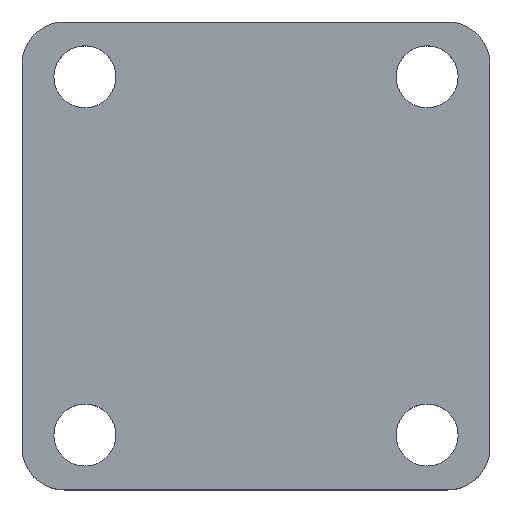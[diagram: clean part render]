
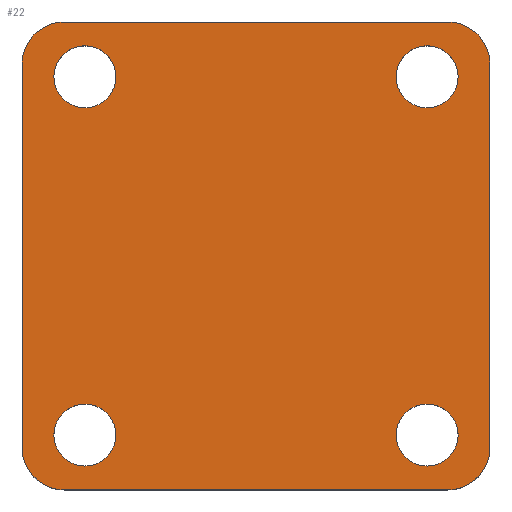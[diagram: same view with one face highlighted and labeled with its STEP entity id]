
A CAD part, top view. The second image highlights one B-rep face of the part: STEP entity #22.
In plain terms, the highlighted planar face has unit normal (0, 0, 1).
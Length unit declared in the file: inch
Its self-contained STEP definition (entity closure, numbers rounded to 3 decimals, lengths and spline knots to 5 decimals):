
#4 = CARTESIAN_POINT ( 'NONE',  ( 0.32, 0.335, 0.07874 ) ) ;
#5 = ORIENTED_EDGE ( 'NONE', *, *, #88, .F. ) ;
#6 = VERTEX_POINT ( 'NONE', #273 ) ;
#8 = CARTESIAN_POINT ( 'NONE',  ( 0.35876, 0.4375, 0.07874 ) ) ;
#11 = CARTESIAN_POINT ( 'NONE',  ( 0.35876, -0.4375, 0.07874 ) ) ;
#16 = CARTESIAN_POINT ( 'NONE',  ( 0., 0., 0.07874 ) ) ;
#20 = PLANE ( 'NONE',  #140 ) ;
#22 = ADVANCED_FACE ( 'NONE', ( #116, #368, #67, #427, #614 ), #20, .F. ) ;
#28 = DIRECTION ( 'NONE',  ( 0., -1., 0. ) ) ;
#31 = EDGE_CURVE ( 'NONE', #245, #6, #592, .T. ) ;
#41 = DIRECTION ( 'NONE',  ( 1., 0., 0. ) ) ;
#43 = EDGE_LOOP ( 'NONE', ( #5, #58 ) ) ;
#47 = VERTEX_POINT ( 'NONE', #11 ) ;
#51 = CARTESIAN_POINT ( 'NONE',  ( -0.4375, 0.35876, 0.07874 ) ) ;
#58 = ORIENTED_EDGE ( 'NONE', *, *, #417, .F. ) ;
#63 = EDGE_CURVE ( 'NONE', #356, #193, #615, .T. ) ;
#67 = FACE_BOUND ( 'NONE', #345, .T. ) ;
#75 = DIRECTION ( 'NONE',  ( 1., 0., 0. ) ) ;
#77 = CIRCLE ( 'NONE', #307, 0.07874 ) ;
#88 = EDGE_CURVE ( 'NONE', #352, #602, #108, .T. ) ;
#92 = CIRCLE ( 'NONE', #420, 0.058 ) ;
#96 = CARTESIAN_POINT ( 'NONE',  ( 0.262, -0.335, 0.07874 ) ) ;
#98 = ORIENTED_EDGE ( 'NONE', *, *, #279, .T. ) ;
#100 = DIRECTION ( 'NONE',  ( 0., 0., 1. ) ) ;
#105 = EDGE_CURVE ( 'NONE', #292, #149, #92, .T. ) ;
#107 = ORIENTED_EDGE ( 'NONE', *, *, #567, .F. ) ;
#108 = CIRCLE ( 'NONE', #561, 0.058 ) ;
#112 = DIRECTION ( 'NONE',  ( -1., 0., 0. ) ) ;
#116 = FACE_OUTER_BOUND ( 'NONE', #353, .T. ) ;
#127 = AXIS2_PLACEMENT_3D ( 'NONE', #264, #161, #600 ) ;
#128 = DIRECTION ( 'NONE',  ( 0., 0., 1. ) ) ;
#129 = VERTEX_POINT ( 'NONE', #382 ) ;
#140 = AXIS2_PLACEMENT_3D ( 'NONE', #16, #370, #230 ) ;
#146 = DIRECTION ( 'NONE',  ( 0., 0., 1. ) ) ;
#149 = VERTEX_POINT ( 'NONE', #233 ) ;
#150 = DIRECTION ( 'NONE',  ( 0., 0., 1. ) ) ;
#154 = AXIS2_PLACEMENT_3D ( 'NONE', #406, #150, #306 ) ;
#161 = DIRECTION ( 'NONE',  ( 0., 0., 1. ) ) ;
#164 = CARTESIAN_POINT ( 'NONE',  ( 0.378, -0.335, 0.07874 ) ) ;
#168 = CARTESIAN_POINT ( 'NONE',  ( -0.35876, -0.35876, 0.07874 ) ) ;
#171 = VECTOR ( 'NONE', #28, 39.37008 ) ;
#172 = DIRECTION ( 'NONE',  ( 0., 0., 1. ) ) ;
#173 = EDGE_CURVE ( 'NONE', #193, #328, #270, .T. ) ;
#176 = DIRECTION ( 'NONE',  ( 0., 0., 1. ) ) ;
#178 = ORIENTED_EDGE ( 'NONE', *, *, #173, .T. ) ;
#183 = EDGE_LOOP ( 'NONE', ( #578, #337 ) ) ;
#190 = VERTEX_POINT ( 'NONE', #482 ) ;
#191 = CARTESIAN_POINT ( 'NONE',  ( -0.262, 0.335, 0.07874 ) ) ;
#193 = VERTEX_POINT ( 'NONE', #584 ) ;
#197 = VERTEX_POINT ( 'NONE', #529 ) ;
#199 = CIRCLE ( 'NONE', #542, 0.058 ) ;
#202 = EDGE_CURVE ( 'NONE', #197, #47, #623, .T. ) ;
#208 = DIRECTION ( 'NONE',  ( 0., 0., 1. ) ) ;
#212 = ORIENTED_EDGE ( 'NONE', *, *, #583, .T. ) ;
#216 = AXIS2_PLACEMENT_3D ( 'NONE', #574, #128, #41 ) ;
#217 = CARTESIAN_POINT ( 'NONE',  ( 0.262, 0.335, 0.07874 ) ) ;
#229 = DIRECTION ( 'NONE',  ( 0., 1., 0. ) ) ;
#230 = DIRECTION ( 'NONE',  ( -1., 0., 0. ) ) ;
#233 = CARTESIAN_POINT ( 'NONE',  ( 0.378, 0.335, 0.07874 ) ) ;
#235 = DIRECTION ( 'NONE',  ( 1., 0., 0. ) ) ;
#245 = VERTEX_POINT ( 'NONE', #581 ) ;
#252 = EDGE_LOOP ( 'NONE', ( #463, #107 ) ) ;
#253 = EDGE_CURVE ( 'NONE', #548, #129, #645, .T. ) ;
#257 = ORIENTED_EDGE ( 'NONE', *, *, #316, .T. ) ;
#264 = CARTESIAN_POINT ( 'NONE',  ( -0.32, 0.335, 0.07874 ) ) ;
#265 = DIRECTION ( 'NONE',  ( -1., 0., 0. ) ) ;
#268 = DIRECTION ( 'NONE',  ( -1., 0., 0. ) ) ;
#270 = CIRCLE ( 'NONE', #562, 0.07874 ) ;
#272 = CARTESIAN_POINT ( 'NONE',  ( 0.4375, 0.35876, 0.07874 ) ) ;
#273 = CARTESIAN_POINT ( 'NONE',  ( -0.262, -0.335, 0.07874 ) ) ;
#274 = CARTESIAN_POINT ( 'NONE',  ( -0.4375, 0.4375, 0.07874 ) ) ;
#276 = LINE ( 'NONE', #390, #430 ) ;
#278 = CARTESIAN_POINT ( 'NONE',  ( -0.4375, -0.4375, 0.07874 ) ) ;
#279 = EDGE_CURVE ( 'NONE', #190, #597, #276, .T. ) ;
#282 = DIRECTION ( 'NONE',  ( 0., 0., 1. ) ) ;
#292 = VERTEX_POINT ( 'NONE', #217 ) ;
#302 = EDGE_CURVE ( 'NONE', #129, #548, #617, .T. ) ;
#303 = DIRECTION ( 'NONE',  ( -1., 0., 0. ) ) ;
#306 = DIRECTION ( 'NONE',  ( 1., 0., 0. ) ) ;
#307 = AXIS2_PLACEMENT_3D ( 'NONE', #367, #146, #303 ) ;
#310 = ORIENTED_EDGE ( 'NONE', *, *, #63, .T. ) ;
#312 = AXIS2_PLACEMENT_3D ( 'NONE', #477, #172, #526 ) ;
#316 = EDGE_CURVE ( 'NONE', #47, #190, #322, .T. ) ;
#322 = CIRCLE ( 'NONE', #579, 0.07874 ) ;
#328 = VERTEX_POINT ( 'NONE', #51 ) ;
#331 = CARTESIAN_POINT ( 'NONE',  ( -0.4375, -0.4375, 0.07874 ) ) ;
#333 = CIRCLE ( 'NONE', #154, 0.058 ) ;
#334 = CIRCLE ( 'NONE', #606, 0.07874 ) ;
#335 = DIRECTION ( 'NONE',  ( -1., 0., 0. ) ) ;
#337 = ORIENTED_EDGE ( 'NONE', *, *, #253, .F. ) ;
#340 = EDGE_CURVE ( 'NONE', #597, #356, #77, .T. ) ;
#345 = EDGE_LOOP ( 'NONE', ( #351, #558 ) ) ;
#351 = ORIENTED_EDGE ( 'NONE', *, *, #105, .F. ) ;
#352 = VERTEX_POINT ( 'NONE', #96 ) ;
#353 = EDGE_LOOP ( 'NONE', ( #586, #212, #635, #257, #98, #454, #310, #178 ) ) ;
#356 = VERTEX_POINT ( 'NONE', #8 ) ;
#357 = VECTOR ( 'NONE', #268, 39.37008 ) ;
#367 = CARTESIAN_POINT ( 'NONE',  ( 0.35876, 0.35876, 0.07874 ) ) ;
#368 = FACE_BOUND ( 'NONE', #183, .T. ) ;
#370 = DIRECTION ( 'NONE',  ( 0., 0., -1. ) ) ;
#372 = DIRECTION ( 'NONE',  ( 0., 0., 1. ) ) ;
#382 = CARTESIAN_POINT ( 'NONE',  ( -0.378, 0.335, 0.07874 ) ) ;
#390 = CARTESIAN_POINT ( 'NONE',  ( 0.4375, -0.4375, 0.07874 ) ) ;
#406 = CARTESIAN_POINT ( 'NONE',  ( 0.32, -0.335, 0.07874 ) ) ;
#407 = CARTESIAN_POINT ( 'NONE',  ( -0.4375, -0.35876, 0.07874 ) ) ;
#414 = DIRECTION ( 'NONE',  ( 1., 0., 0. ) ) ;
#417 = EDGE_CURVE ( 'NONE', #602, #352, #333, .T. ) ;
#420 = AXIS2_PLACEMENT_3D ( 'NONE', #428, #176, #75 ) ;
#427 = FACE_BOUND ( 'NONE', #43, .T. ) ;
#428 = CARTESIAN_POINT ( 'NONE',  ( 0.32, 0.335, 0.07874 ) ) ;
#430 = VECTOR ( 'NONE', #229, 39.37008 ) ;
#443 = VERTEX_POINT ( 'NONE', #407 ) ;
#450 = DIRECTION ( 'NONE',  ( 0., 0., 1. ) ) ;
#454 = ORIENTED_EDGE ( 'NONE', *, *, #340, .T. ) ;
#455 = VECTOR ( 'NONE', #235, 39.37008 ) ;
#463 = ORIENTED_EDGE ( 'NONE', *, *, #31, .F. ) ;
#469 = EDGE_CURVE ( 'NONE', #328, #443, #536, .T. ) ;
#477 = CARTESIAN_POINT ( 'NONE',  ( -0.32, -0.335, 0.07874 ) ) ;
#482 = CARTESIAN_POINT ( 'NONE',  ( 0.4375, -0.35876, 0.07874 ) ) ;
#507 = EDGE_CURVE ( 'NONE', #149, #292, #199, .T. ) ;
#526 = DIRECTION ( 'NONE',  ( 1., 0., 0. ) ) ;
#528 = DIRECTION ( 'NONE',  ( 1., 0., 0. ) ) ;
#529 = CARTESIAN_POINT ( 'NONE',  ( -0.35876, -0.4375, 0.07874 ) ) ;
#533 = CARTESIAN_POINT ( 'NONE',  ( -0.35876, 0.35876, 0.07874 ) ) ;
#536 = LINE ( 'NONE', #278, #171 ) ;
#542 = AXIS2_PLACEMENT_3D ( 'NONE', #4, #208, #414 ) ;
#546 = DIRECTION ( 'NONE',  ( 1., 0., 0. ) ) ;
#547 = CARTESIAN_POINT ( 'NONE',  ( 0.35876, -0.35876, 0.07874 ) ) ;
#548 = VERTEX_POINT ( 'NONE', #191 ) ;
#558 = ORIENTED_EDGE ( 'NONE', *, *, #507, .F. ) ;
#561 = AXIS2_PLACEMENT_3D ( 'NONE', #566, #569, #528 ) ;
#562 = AXIS2_PLACEMENT_3D ( 'NONE', #533, #282, #335 ) ;
#566 = CARTESIAN_POINT ( 'NONE',  ( 0.32, -0.335, 0.07874 ) ) ;
#567 = EDGE_CURVE ( 'NONE', #6, #245, #632, .T. ) ;
#569 = DIRECTION ( 'NONE',  ( 0., 0., 1. ) ) ;
#574 = CARTESIAN_POINT ( 'NONE',  ( -0.32, 0.335, 0.07874 ) ) ;
#578 = ORIENTED_EDGE ( 'NONE', *, *, #302, .F. ) ;
#579 = AXIS2_PLACEMENT_3D ( 'NONE', #547, #100, #265 ) ;
#581 = CARTESIAN_POINT ( 'NONE',  ( -0.378, -0.335, 0.07874 ) ) ;
#583 = EDGE_CURVE ( 'NONE', #443, #197, #334, .T. ) ;
#584 = CARTESIAN_POINT ( 'NONE',  ( -0.35876, 0.4375, 0.07874 ) ) ;
#586 = ORIENTED_EDGE ( 'NONE', *, *, #469, .T. ) ;
#588 = CARTESIAN_POINT ( 'NONE',  ( -0.32, -0.335, 0.07874 ) ) ;
#592 = CIRCLE ( 'NONE', #312, 0.058 ) ;
#597 = VERTEX_POINT ( 'NONE', #272 ) ;
#600 = DIRECTION ( 'NONE',  ( 1., 0., 0. ) ) ;
#602 = VERTEX_POINT ( 'NONE', #164 ) ;
#606 = AXIS2_PLACEMENT_3D ( 'NONE', #168, #372, #112 ) ;
#614 = FACE_BOUND ( 'NONE', #252, .T. ) ;
#615 = LINE ( 'NONE', #274, #357 ) ;
#617 = CIRCLE ( 'NONE', #127, 0.058 ) ;
#623 = LINE ( 'NONE', #331, #455 ) ;
#632 = CIRCLE ( 'NONE', #646, 0.058 ) ;
#635 = ORIENTED_EDGE ( 'NONE', *, *, #202, .T. ) ;
#645 = CIRCLE ( 'NONE', #216, 0.058 ) ;
#646 = AXIS2_PLACEMENT_3D ( 'NONE', #588, #450, #546 ) ;
